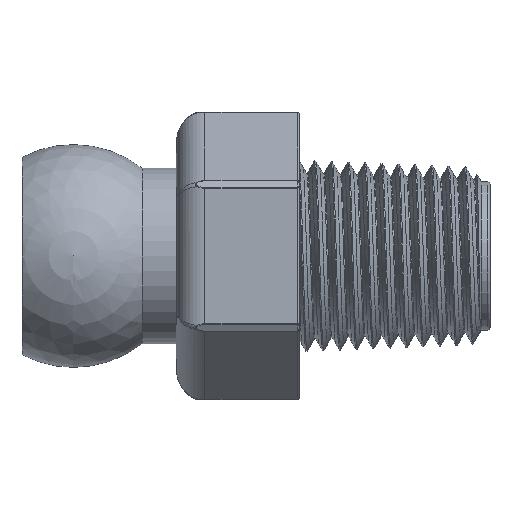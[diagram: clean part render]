
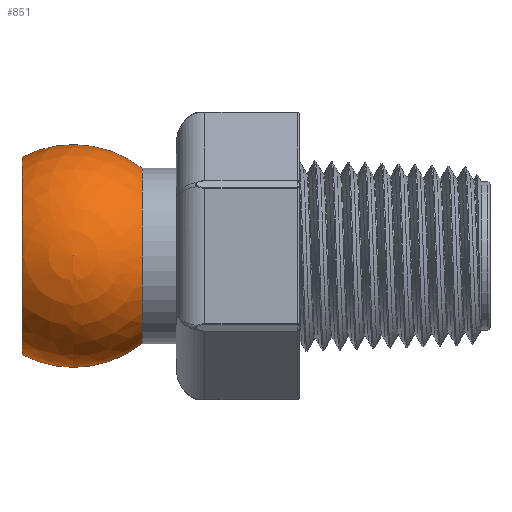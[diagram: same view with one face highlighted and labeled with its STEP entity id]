
A CAD part, front view. The second image highlights one B-rep face of the part: STEP entity #851.
In plain terms, the highlighted spherical face has radius 6.287 mm.
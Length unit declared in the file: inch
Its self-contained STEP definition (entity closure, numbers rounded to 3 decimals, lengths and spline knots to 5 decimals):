
#751 = EDGE_CURVE ( 'NONE', #990, #993, #8347, .T. ) ;
#773 = EDGE_LOOP ( 'NONE', ( #774, #775, #777, #778 ) ) ;
#774 = ORIENTED_EDGE ( 'NONE', *, *, #989, .F. ) ;
#775 = ORIENTED_EDGE ( 'NONE', *, *, #776, .T. ) ;
#776 = EDGE_CURVE ( 'NONE', #987, #986, #8424, .T. ) ;
#777 = ORIENTED_EDGE ( 'NONE', *, *, #995, .T. ) ;
#778 = ORIENTED_EDGE ( 'NONE', *, *, #751, .F. ) ;
#851 = ADVANCED_FACE ( 'NONE', ( #8639 ), #8636, .T. ) ;
#986 = VERTEX_POINT ( 'NONE', #9378 ) ;
#987 = VERTEX_POINT ( 'NONE', #9377 ) ;
#989 = EDGE_CURVE ( 'NONE', #987, #990, #9376, .T. ) ;
#990 = VERTEX_POINT ( 'NONE', #9371 ) ;
#993 = VERTEX_POINT ( 'NONE', #9365 ) ;
#995 = EDGE_CURVE ( 'NONE', #986, #993, #9363, .T. ) ;
#8344 = DIRECTION ( 'NONE',  ( 0., 0., -1. ) ) ;
#8345 = DIRECTION ( 'NONE',  ( 1., 0., 0. ) ) ;
#8346 = AXIS2_PLACEMENT_3D ( 'NONE', #8353, #8345, #8344 ) ;
#8347 = CIRCLE ( 'NONE', #8346, 0.195 ) ;
#8353 = CARTESIAN_POINT ( 'NONE',  ( -0.77327, 0., 0. ) ) ;
#8417 = DIRECTION ( 'NONE',  ( 0., 0., -1. ) ) ;
#8418 = DIRECTION ( 'NONE',  ( 1., 0., 0. ) ) ;
#8419 = CARTESIAN_POINT ( 'NONE',  ( -1.04, 0., 0. ) ) ;
#8420 = AXIS2_PLACEMENT_3D ( 'NONE', #8419, #8418, #8417 ) ;
#8424 = CIRCLE ( 'NONE', #8420, 0.21952 ) ;
#8633 = DIRECTION ( 'NONE',  ( 0., 0., -1. ) ) ;
#8634 = DIRECTION ( 'NONE',  ( 0., 1., 0. ) ) ;
#8635 = AXIS2_PLACEMENT_3D ( 'NONE', #8638, #8634, #8633 ) ;
#8636 = SPHERICAL_SURFACE ( 'NONE', #8635, 0.2475 ) ;
#8638 = CARTESIAN_POINT ( 'NONE',  ( -0.92569, 0., 0. ) ) ;
#8639 = FACE_OUTER_BOUND ( 'NONE', #773, .T. ) ;
#9359 = DIRECTION ( 'NONE',  ( 0., 0., -1. ) ) ;
#9360 = DIRECTION ( 'NONE',  ( 0., -1., 0. ) ) ;
#9361 = CARTESIAN_POINT ( 'NONE',  ( -0.92569, 0., 0. ) ) ;
#9362 = AXIS2_PLACEMENT_3D ( 'NONE', #9361, #9360, #9359 ) ;
#9363 = CIRCLE ( 'NONE', #9362, 0.2475 ) ;
#9365 = CARTESIAN_POINT ( 'NONE',  ( -0.77327, 0., -0.195 ) ) ;
#9371 = CARTESIAN_POINT ( 'NONE',  ( -0.77327, 0., 0.195 ) ) ;
#9372 = DIRECTION ( 'NONE',  ( 0., 0., 1. ) ) ;
#9373 = DIRECTION ( 'NONE',  ( 0., 1., 0. ) ) ;
#9374 = CARTESIAN_POINT ( 'NONE',  ( -0.92569, 0., 0. ) ) ;
#9375 = AXIS2_PLACEMENT_3D ( 'NONE', #9374, #9373, #9372 ) ;
#9376 = CIRCLE ( 'NONE', #9375, 0.2475 ) ;
#9377 = CARTESIAN_POINT ( 'NONE',  ( -1.04, 0., 0.21952 ) ) ;
#9378 = CARTESIAN_POINT ( 'NONE',  ( -1.04, 0., -0.21952 ) ) ;
